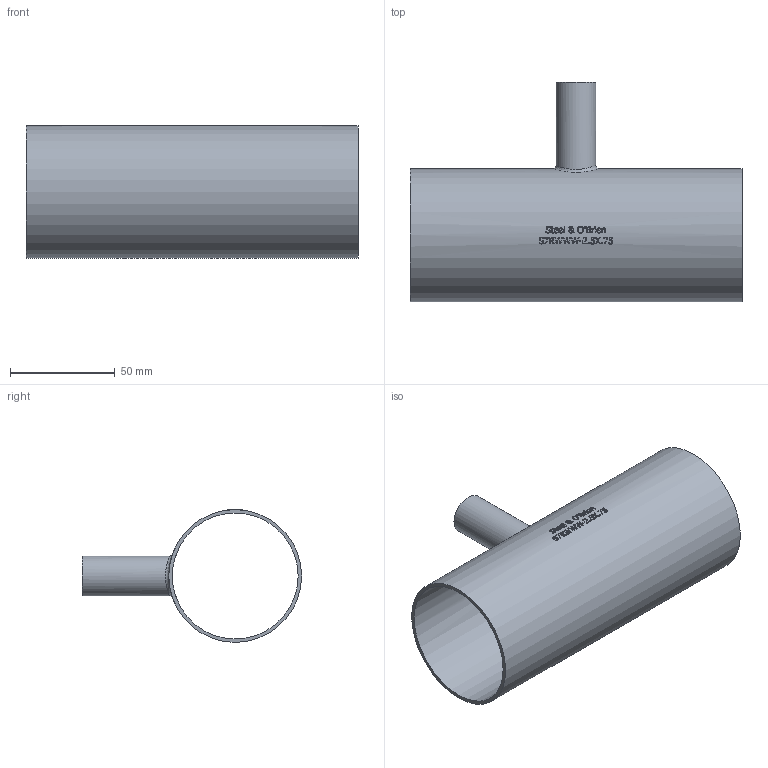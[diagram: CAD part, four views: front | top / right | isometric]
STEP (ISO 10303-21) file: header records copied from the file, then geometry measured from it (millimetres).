
FILE_DESCRIPTION(/* description */ (''),/* implementation_level */ '2;1');
FILE_NAME(/* name */ 'S7RWWW-2.5X.75.stp',/* time_stamp */ '2018-11-29T08:20:14-05:00',/* author */ ('ken'),/* organization */ (''),/* preprocessor_version */ 'ST-DEVELOPER v15.2',/* originating_system */ 'Autodesk Inventor 2014',/* authorisation */ '');
FILE_SCHEMA (('AUTOMOTIVE_DESIGN { 1 0 10303 214 3 1 1 }'));
Length unit declared in the file: inch
Products named in the file (1): S7RWWW-2.5X.75
Bounding box: 158.75 x 104.78 x 63.5 mm (x, y, z)
Volume: 54396.9 mm3; surface area: 66619.8 mm2
Topology: 1 solids, 1 shells, 416 faces, 1132 edges, 755 vertices
Faces by surface type: plane 195, bspline 180, cylinder 41
Full cylindrical faces by diameter (mm): 15.748 x1, 19.05 x1, 60.198 x1, 63.5 x1
Entity records: 16524 total; most frequent: CARTESIAN_POINT 7008, ORIENTED_EDGE 2246, DIRECTION 1453, EDGE_CURVE 1123, VERTEX_POINT 751, LINE 545, VECTOR 545, EDGE_LOOP 462
